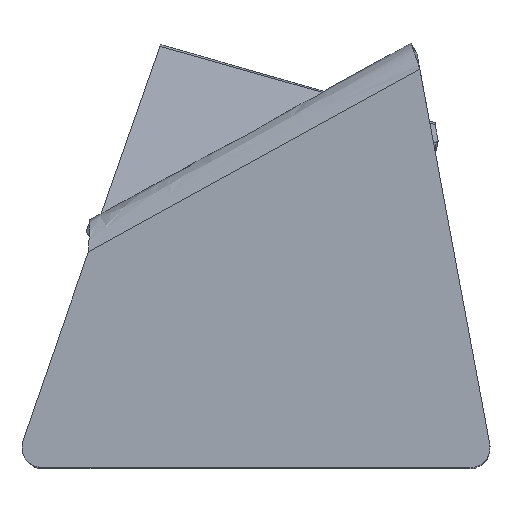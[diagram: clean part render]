
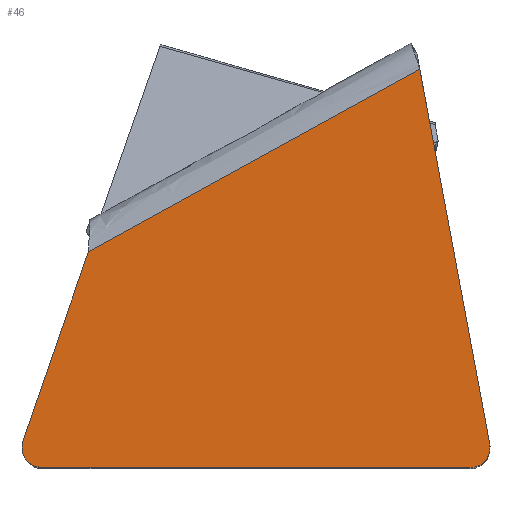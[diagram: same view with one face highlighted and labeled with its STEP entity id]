
A CAD part, top view. The second image highlights one B-rep face of the part: STEP entity #46.
In plain terms, the highlighted free-form (B-spline) face has degree [1, 1] with [2, 2] control points.
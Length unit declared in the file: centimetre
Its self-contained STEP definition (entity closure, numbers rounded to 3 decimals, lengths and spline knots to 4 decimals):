
#46=ADVANCED_FACE($,(#118),#830,.T.);
#118=FACE_OUTER_BOUND($,#190,.T.);
#190=EDGE_LOOP($,(#316,#317,#318,#319,#320,#321));
#316=ORIENTED_EDGE($,*,*,#580,.T.);
#317=ORIENTED_EDGE($,*,*,#586,.T.);
#318=ORIENTED_EDGE($,*,*,#595,.T.);
#319=ORIENTED_EDGE($,*,*,#576,.T.);
#320=ORIENTED_EDGE($,*,*,#593,.T.);
#321=ORIENTED_EDGE($,*,*,#592,.T.);
#576=EDGE_CURVE($,#733,#734,#898,.T.);
#580=EDGE_CURVE($,#736,#737,#902,.T.);
#586=EDGE_CURVE($,#737,#740,#874,.T.);
#592=EDGE_CURVE($,#744,#736,#876,.T.);
#593=EDGE_CURVE($,#734,#744,#910,.T.);
#595=EDGE_CURVE($,#740,#733,#912,.T.);
#733=VERTEX_POINT($,#3805);
#734=VERTEX_POINT($,#3806);
#736=VERTEX_POINT($,#3808);
#737=VERTEX_POINT($,#3809);
#740=VERTEX_POINT($,#3812);
#744=VERTEX_POINT($,#3816);
#830=B_SPLINE_SURFACE_WITH_KNOTS($,1,1,((#3319,#3320),(#3321,#3322)),.UNSPECIFIED.,
.F.,.F.,.F.,(2,2),(2,2),(0.,1.),(0.,
1.),.UNSPECIFIED.);
#874=(
BOUNDED_CURVE()
B_SPLINE_CURVE(2,(#1435,#1436,#1437,#1438,#1439),.UNSPECIFIED.,.F.,.F.)
B_SPLINE_CURVE_WITH_KNOTS((3,2,3),(-1.7558,-0.8779,
0.),.UNSPECIFIED.)
CURVE()
GEOMETRIC_REPRESENTATION_ITEM()
RATIONAL_B_SPLINE_CURVE((1.,0.905,1.,0.905,1.))
REPRESENTATION_ITEM($)
);
#876=(
BOUNDED_CURVE()
B_SPLINE_CURVE(2,(#1475,#1476,#1477,#1478,#1479),.UNSPECIFIED.,.F.,.F.)
B_SPLINE_CURVE_WITH_KNOTS((3,2,3),(-1.9028,-0.9514,0.),
.UNSPECIFIED.)
CURVE()
GEOMETRIC_REPRESENTATION_ITEM()
RATIONAL_B_SPLINE_CURVE((1.,0.889,1.,0.889,1.))
REPRESENTATION_ITEM($)
);
#898=B_SPLINE_CURVE_WITH_KNOTS($,1,(#1320,#1321),.UNSPECIFIED.,.F.,.F.,(2,
2),(-1.,0.),.UNSPECIFIED.);
#902=B_SPLINE_CURVE_WITH_KNOTS($,1,(#1414,#1415),.UNSPECIFIED.,.F.,.F.,(2,
2),(0.,1.),.UNSPECIFIED.);
#910=B_SPLINE_CURVE_WITH_KNOTS($,9,(#1480,#1481,#1482,#1483,#1484,#1485,
#1486,#1487,#1488,#1489),.UNSPECIFIED.,.F.,.F.,(10,10),(0.,198.0564),
.UNSPECIFIED.);
#912=B_SPLINE_CURVE_WITH_KNOTS($,9,(#1492,#1493,#1494,#1495,#1496,#1497,
#1498,#1499,#1500,#1501),.UNSPECIFIED.,.F.,.F.,(10,10),(24.0911,
401.6144),.UNSPECIFIED.);
#1320=CARTESIAN_POINT($,(40.3355,40.7234,65.2707));
#1321=CARTESIAN_POINT($,(7.4986,22.646,65.2707));
#1414=CARTESIAN_POINT($,(2.9192,1.2732,65.2707));
#1415=CARTESIAN_POINT($,(45.2887,1.2442,65.2707));
#1435=CARTESIAN_POINT($,(45.2887,1.2442,65.2707));
#1436=CARTESIAN_POINT($,(46.2277,1.2436,65.2707));
#1437=CARTESIAN_POINT($,(46.828,1.9657,65.2707));
#1438=CARTESIAN_POINT($,(47.4283,2.6877,65.2707));
#1439=CARTESIAN_POINT($,(47.2562,3.6108,65.2707));
#1475=CARTESIAN_POINT($,(1.0302,3.9264,65.2707));
#1476=CARTESIAN_POINT($,(0.6938,2.9526,65.2707));
#1477=CARTESIAN_POINT($,(1.2913,2.1133,65.2707));
#1478=CARTESIAN_POINT($,(1.8889,1.2739,65.2707));
#1479=CARTESIAN_POINT($,(2.9192,1.2732,65.2707));
#1480=CARTESIAN_POINT($,(7.4986,22.646,65.2707));
#1481=CARTESIAN_POINT($,(6.7799,20.5661,65.2707));
#1482=CARTESIAN_POINT($,(6.0612,18.4861,65.2707));
#1483=CARTESIAN_POINT($,(5.3425,16.4062,65.2707));
#1484=CARTESIAN_POINT($,(4.6238,14.3262,65.2707));
#1485=CARTESIAN_POINT($,(3.9051,12.2462,65.2707));
#1486=CARTESIAN_POINT($,(3.1863,10.1663,65.2707));
#1487=CARTESIAN_POINT($,(2.4676,8.0863,65.2707));
#1488=CARTESIAN_POINT($,(1.7489,6.0064,65.2707));
#1489=CARTESIAN_POINT($,(1.0302,3.9264,65.2707));
#1492=CARTESIAN_POINT($,(47.2562,3.6108,65.2707));
#1493=CARTESIAN_POINT($,(46.4872,7.7345,65.2707));
#1494=CARTESIAN_POINT($,(45.7183,11.8581,65.2707));
#1495=CARTESIAN_POINT($,(44.9493,15.9817,65.2707));
#1496=CARTESIAN_POINT($,(44.1803,20.1053,65.2707));
#1497=CARTESIAN_POINT($,(43.4114,24.2289,65.2707));
#1498=CARTESIAN_POINT($,(42.6424,28.3526,65.2707));
#1499=CARTESIAN_POINT($,(41.8735,32.4762,65.2707));
#1500=CARTESIAN_POINT($,(41.1045,36.5998,65.2707));
#1501=CARTESIAN_POINT($,(40.3355,40.7234,65.2707));
#3319=CARTESIAN_POINT($,(47.6978,1.2426,65.2707));
#3320=CARTESIAN_POINT($,(0.1139,1.2752,65.2707));
#3321=CARTESIAN_POINT($,(40.3355,40.7234,65.2707));
#3322=CARTESIAN_POINT($,(7.4984,22.6459,65.2707));
#3805=CARTESIAN_POINT($,(40.3355,40.7234,65.2707));
#3806=CARTESIAN_POINT($,(7.4986,22.646,65.2707));
#3808=CARTESIAN_POINT($,(2.9192,1.2732,65.2707));
#3809=CARTESIAN_POINT($,(45.2887,1.2442,65.2707));
#3812=CARTESIAN_POINT($,(47.2562,3.6108,65.2707));
#3816=CARTESIAN_POINT($,(1.0302,3.9264,65.2707));
